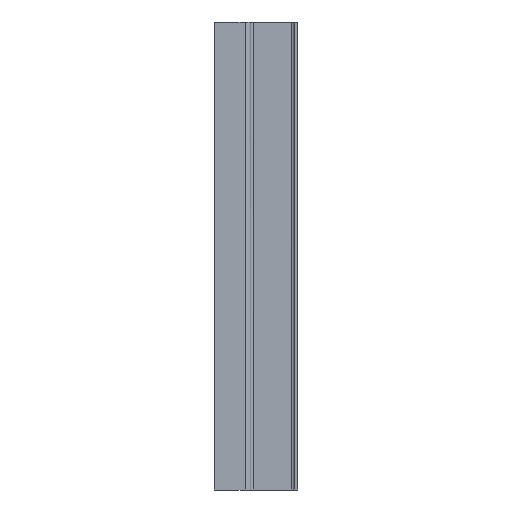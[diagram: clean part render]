
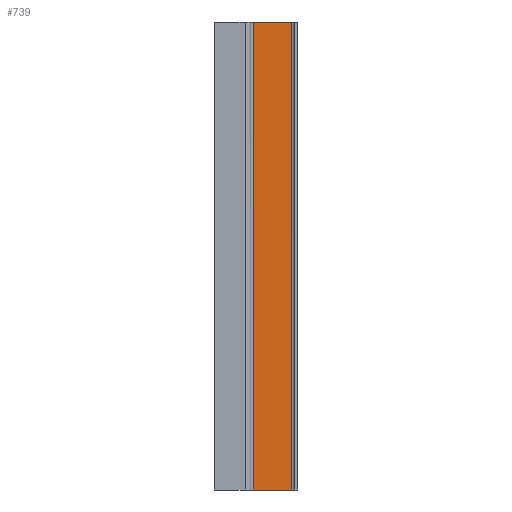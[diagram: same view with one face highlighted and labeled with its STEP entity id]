
A CAD part, front view. The second image highlights one B-rep face of the part: STEP entity #739.
In plain terms, the highlighted free-form (B-spline) face has degree [1, 1] with [2, 2] control points.
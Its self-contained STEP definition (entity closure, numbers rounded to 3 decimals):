
#23 = EDGE_CURVE ( 'NONE', #736, #844, #729, .T. ) ;
#76 = EDGE_LOOP ( 'NONE', ( #299, #658, #684, #343 ) ) ;
#96 = B_SPLINE_CURVE_WITH_KNOTS ( 'NONE', 1,
 ( #268, #491 ),
 .UNSPECIFIED., .F., .F.,
 ( 2, 2 ),
 ( 0., 1. ),
 .UNSPECIFIED. ) ;
#153 = EDGE_CURVE ( 'NONE', #768, #736, #96, .T. ) ;
#159 = B_SPLINE_SURFACE_WITH_KNOTS ( 'NONE', 1, 1, ( 
 ( #745, #244 ),
 ( #588, #250 ) ),
 .UNSPECIFIED., .F., .F., .F.,
 ( 2, 2 ),
 ( 2, 2 ),
 ( 0., 1. ),
 ( 0., 1. ),
 .UNSPECIFIED. ) ;
#161 = CARTESIAN_POINT ( 'NONE',  ( 205.79, 169.23, 820. ) ) ;
#165 = CARTESIAN_POINT ( 'NONE',  ( 137.79, 169.23, 820. ) ) ;
#179 = CARTESIAN_POINT ( 'NONE',  ( 205.79, 169.23, 0. ) ) ;
#244 = CARTESIAN_POINT ( 'NONE',  ( 205.79, 169.23, 0. ) ) ;
#250 = CARTESIAN_POINT ( 'NONE',  ( 205.79, 169.23, 820. ) ) ;
#268 = CARTESIAN_POINT ( 'NONE',  ( 205.79, 169.23, 0. ) ) ;
#288 = CARTESIAN_POINT ( 'NONE',  ( 137.79, 169.23, 820. ) ) ;
#299 = ORIENTED_EDGE ( 'NONE', *, *, #838, .F. ) ;
#343 = ORIENTED_EDGE ( 'NONE', *, *, #153, .F. ) ;
#353 = CARTESIAN_POINT ( 'NONE',  ( 137.79, 169.23, 0. ) ) ;
#361 = CARTESIAN_POINT ( 'NONE',  ( 205.79, 169.23, 820. ) ) ;
#376 = CARTESIAN_POINT ( 'NONE',  ( 137.79, 169.23, 0. ) ) ;
#436 = CARTESIAN_POINT ( 'NONE',  ( 205.79, 169.23, 820. ) ) ;
#440 = B_SPLINE_CURVE_WITH_KNOTS ( 'NONE', 1,
 ( #784, #161 ),
 .UNSPECIFIED., .F., .F.,
 ( 2, 2 ),
 ( 0., 1. ),
 .UNSPECIFIED. ) ;
#491 = CARTESIAN_POINT ( 'NONE',  ( 137.79, 169.23, 0. ) ) ;
#583 = CARTESIAN_POINT ( 'NONE',  ( 205.79, 169.23, 0. ) ) ;
#588 = CARTESIAN_POINT ( 'NONE',  ( 137.79, 169.23, 820. ) ) ;
#614 = B_SPLINE_CURVE_WITH_KNOTS ( 'NONE', 1,
 ( #436, #583 ),
 .UNSPECIFIED., .F., .F.,
 ( 2, 2 ),
 ( -1., 0. ),
 .UNSPECIFIED. ) ;
#658 = ORIENTED_EDGE ( 'NONE', *, *, #826, .F. ) ;
#684 = ORIENTED_EDGE ( 'NONE', *, *, #23, .F. ) ;
#729 = B_SPLINE_CURVE_WITH_KNOTS ( 'NONE', 1,
 ( #353, #288 ),
 .UNSPECIFIED., .F., .F.,
 ( 2, 2 ),
 ( -1., 0. ),
 .UNSPECIFIED. ) ;
#736 = VERTEX_POINT ( 'NONE', #376 ) ;
#739 = ADVANCED_FACE ( 'NONE', ( #741 ), #159, .F. ) ;
#741 = FACE_OUTER_BOUND ( 'NONE', #76, .T. ) ;
#745 = CARTESIAN_POINT ( 'NONE',  ( 137.79, 169.23, 0. ) ) ;
#768 = VERTEX_POINT ( 'NONE', #179 ) ;
#784 = CARTESIAN_POINT ( 'NONE',  ( 137.79, 169.23, 820. ) ) ;
#826 = EDGE_CURVE ( 'NONE', #844, #868, #440, .T. ) ;
#838 = EDGE_CURVE ( 'NONE', #868, #768, #614, .T. ) ;
#844 = VERTEX_POINT ( 'NONE', #165 ) ;
#868 = VERTEX_POINT ( 'NONE', #361 ) ;
